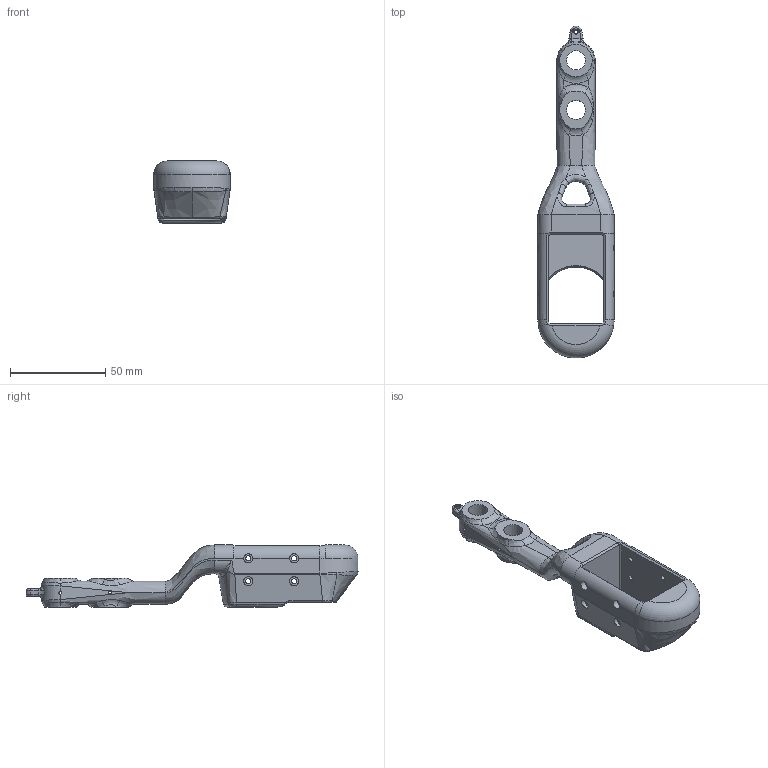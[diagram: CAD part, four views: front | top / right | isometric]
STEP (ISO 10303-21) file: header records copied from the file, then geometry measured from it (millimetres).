
FILE_DESCRIPTION(/* description */ (''),/* implementation_level */ '2;1');
FILE_NAME(/* name */ '',/* time_stamp */ '2025-03-13T19:50:48+03:00',/* author */ ('Edward_Higgins'),/* organization */ (''),/* preprocessor_version */ 'ST-DEVELOPER v20',/* originating_system */ 'Autodesk Inventor 2025',/* authorisation */ '');
FILE_SCHEMA (('AUTOMOTIVE_DESIGN { 1 0 10303 214 3 1 1 }'));
Length unit declared in the file: millimetre
Products named in the file (1): Нога
Bounding box: 40 x 174 x 32.5 mm (x, y, z)
Volume: 57496.1 mm3; surface area: 20518.2 mm2
Topology: 1 solids, 1 shells, 232 faces, 595 edges, 355 vertices
Faces by surface type: bspline 97, plane 54, cylinder 51, torus 21, cone 9
Full cylindrical faces by diameter (mm): 1.5 x4, 2 x1, 2.7 x8, 4.8 x8, 10 x2
Entity records: 11019 total; most frequent: CARTESIAN_POINT 5967, ORIENTED_EDGE 1174, DIRECTION 828, EDGE_CURVE 587, VERTEX_POINT 355, AXIS2_PLACEMENT_3D 337, EDGE_LOOP 264, FACE_OUTER_BOUND 232
